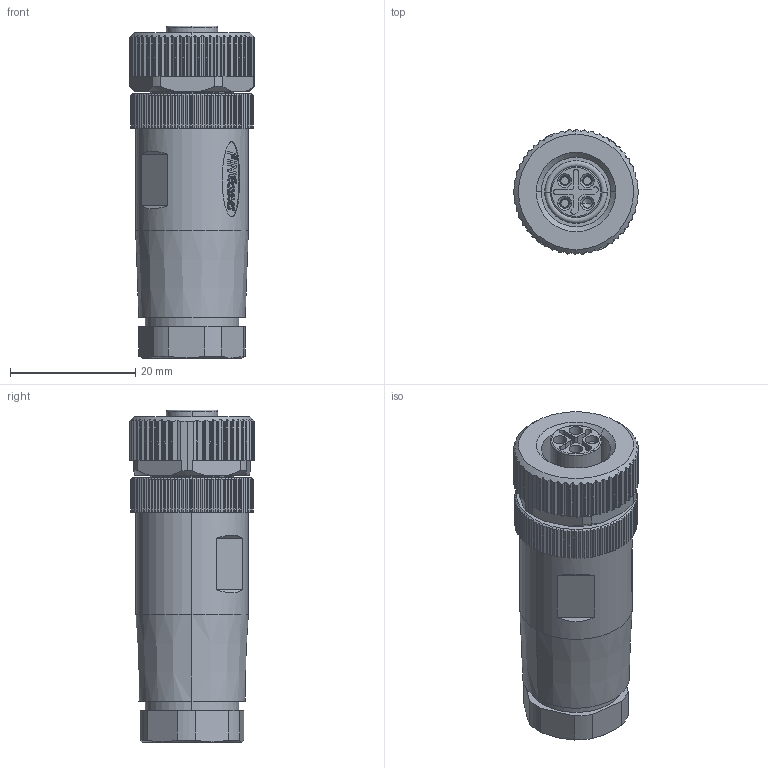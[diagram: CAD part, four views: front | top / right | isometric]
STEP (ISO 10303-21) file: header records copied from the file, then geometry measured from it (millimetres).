
FILE_DESCRIPTION (( 'STEP AP203' ), '1' );
FILE_NAME ('P165.STEP', '2020-05-12T06:44:56', ( 'edpusr' ), ( 'Microsoft' ), 'SwSTEP 2.0', 'SolidWorks 2015', '' );
FILE_SCHEMA (( 'CONFIG_CONTROL_DESIGN' ));
Length unit declared in the file: millimetre
Products named in the file (1): P165
Bounding box: 19.92 x 20 x 53.03 mm (x, y, z)
Volume: 11801.1 mm3; surface area: 5902.8 mm2
Topology: 2 solids, 2 shells, 1097 faces, 3119 edges, 2060 vertices
Faces by surface type: plane 446, cylinder 382, bspline 163, cone 78, torus 28
Entity records: 41716 total; most frequent: CARTESIAN_POINT 14649, ORIENTED_EDGE 6234, DIRECTION 4853, EDGE_CURVE 3117, VERTEX_POINT 2060, AXIS2_PLACEMENT_3D 1705, VECTOR 1443, LINE 1443
